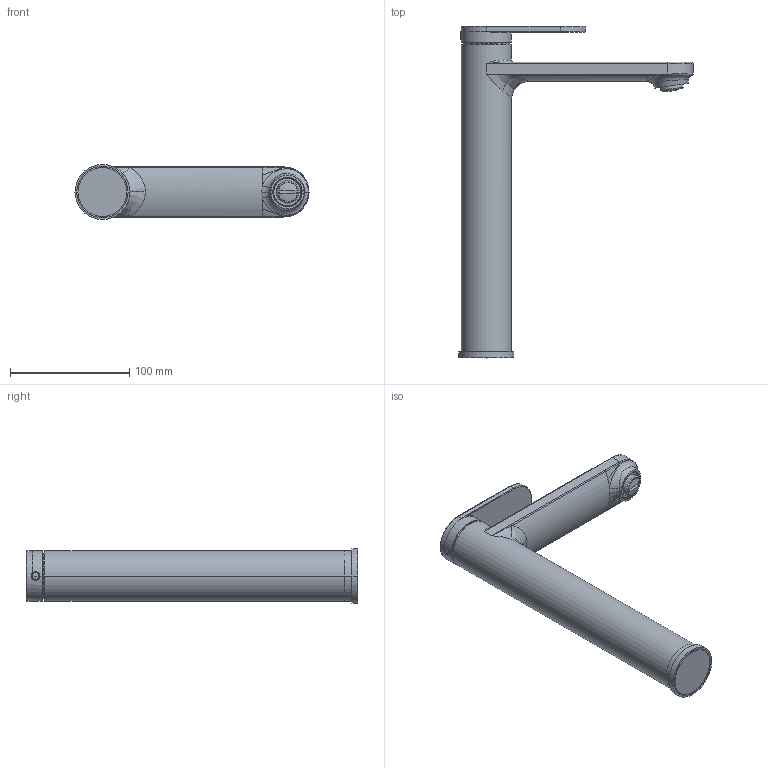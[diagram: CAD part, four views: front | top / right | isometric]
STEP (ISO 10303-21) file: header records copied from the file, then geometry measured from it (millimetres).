
FILE_DESCRIPTION((''),'2;1');
FILE_NAME('1A2017CP_ASM_ASM','2023-06-14T',('Administrator'),(''),'PRO/ENGINEER BY PARAMETRIC TECHNOLOGY CORPORATION, 2010280','PRO/ENGINEER BY PARAMETRIC TECHNOLOGY CORPORATION, 2010280','');
FILE_SCHEMA(('CONFIG_CONTROL_DESIGN'));
Length unit declared in the file: millimetre
Products named in the file (10): 2A2017-11-01NT_10; 2A2017-11CP_ASM_3_ASM; 2A4002-32CP_10; 2A1017-21CP_30; 3WZ1004NT_4; 3LS1001_2; 3ZS1006_2; 2A1017-31CP_3; 1A2017CP_ASM_3_ASM; 1A2017CP_ASM_ASM
Assembly tree (9 placements, depth 4):
  1A2017CP_ASM_ASM
    1A2017CP_ASM_3_ASM
      2A2017-11CP_ASM_3_ASM
        2A2017-11-01NT_10
      2A4002-32CP_10
      2A1017-21CP_30
      3WZ1004NT_4
      3LS1001_2
      3ZS1006_2
      2A1017-31CP_3
Bounding box: 196.15 x 278.2 x 46 mm (x, y, z)
Volume: 430699.6 mm3; surface area: 91545.7 mm2
Topology: 7 solids, 7 shells, 332 faces, 885 edges, 579 vertices
Faces by surface type: plane 120, cylinder 110, bspline 65, cone 24, torus 9, sphere 4
Entity records: 18431 total; most frequent: CARTESIAN_POINT 10524, ORIENTED_EDGE 1758, DIRECTION 1390, EDGE_CURVE 879, VERTEX_POINT 579, AXIS2_PLACEMENT_3D 498, VECTOR 394, LINE 394
